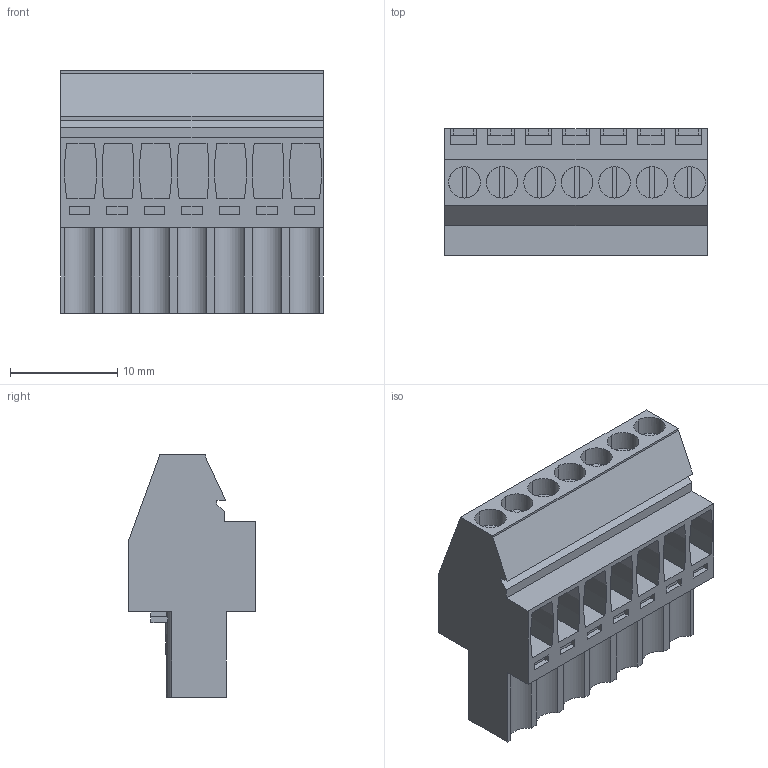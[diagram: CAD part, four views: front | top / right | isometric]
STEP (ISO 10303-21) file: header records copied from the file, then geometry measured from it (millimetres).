
FILE_DESCRIPTION(('CATIA V5 STEP Exchange','CAx-IF Rec.Pracs.--- Model Styling and Organization---1.2---2011-12-15'),'2;1');
FILE_NAME ('D1454088_0_1639520000_1639520000.stp','2017-04-20T07:31:50+00:00',('none'),('Weidmueller'),'CATIA Version 5-6 Release 2014','CATIA V5 STEP AP214','none');
FILE_SCHEMA(('AUTOMOTIVE_DESIGN { 1 0 10303 214 1 1 1 1 }'));
Length unit declared in the file: millimetre
Products named in the file (1): 1639520000
Bounding box: 24.5 x 11.83 x 22.6 mm (x, y, z)
Volume: 3722.5 mm3; surface area: 3124.1 mm2
Topology: 8 solids, 8 shells, 410 faces, 1128 edges, 762 vertices
Faces by surface type: plane 354, cylinder 56
Entity records: 12149 total; most frequent: ORIENTED_EDGE 2256, CARTESIAN_POINT 2241, DIRECTION 1646, EDGE_CURVE 1128, VECTOR 946, LINE 946, VERTEX_POINT 762, EDGE_LOOP 438
